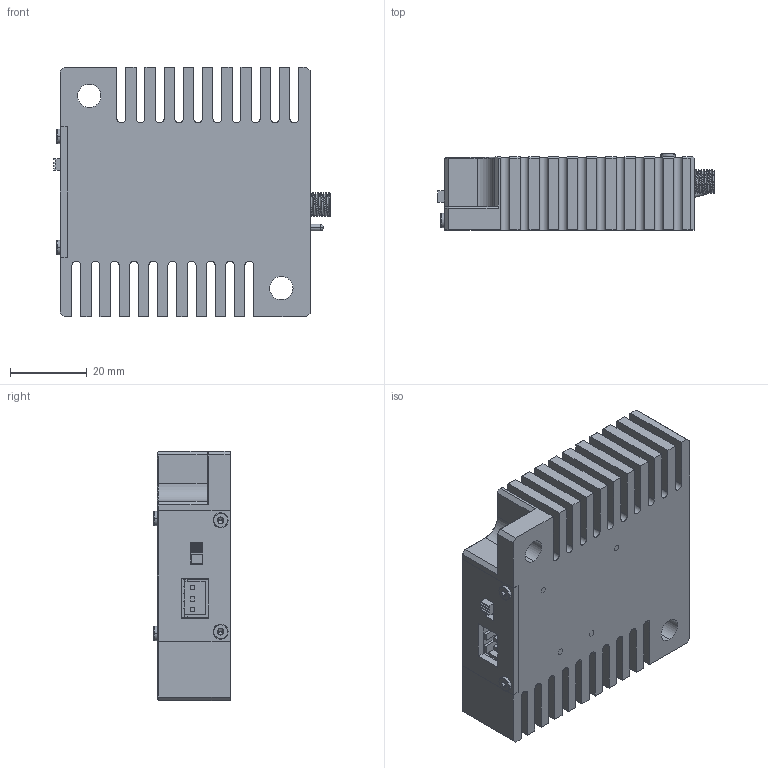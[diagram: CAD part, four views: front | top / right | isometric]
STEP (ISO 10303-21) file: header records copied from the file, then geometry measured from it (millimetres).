
FILE_DESCRIPTION((''),'2;1');
FILE_NAME('LD-P-3A_ASM','2022-08-20T',('daizh'),(''),'CREO PARAMETRIC BY PTC INC, 2018360','CREO PARAMETRIC BY PTC INC, 2018360','');
FILE_SCHEMA(('CONFIG_CONTROL_DESIGN'));
Length unit declared in the file: millimetre
Products named in the file (9): LD-P-3A_A1; LD-P-3A_PCB; DC-005; SMA; 12VAV; LD-P-3A_PCBA_ASM; LD-P-3A_A2; M2X5_HM; LD-P-3A_ASM
Assembly tree (15 placements, depth 3):
  LD-P-3A_ASM
    LD-P-3A_A1
    LD-P-3A_PCBA_ASM
      LD-P-3A_PCB
      DC-005
      SMA
      12VAV
    LD-P-3A_A2
    M2X5_HM  x8
Bounding box: 71.9 x 19.9 x 65 mm (x, y, z)
Volume: 43850.7 mm3; surface area: 37962.8 mm2
Topology: 14 solids, 14 shells, 750 faces, 1777 edges, 1080 vertices
Faces by surface type: plane 472, cylinder 164, cone 102, bspline 8, sphere 4
Entity records: 18220 total; most frequent: CARTESIAN_POINT 4658, ORIENTED_EDGE 2786, DIRECTION 2726, EDGE_CURVE 1393, VECTOR 1058, LINE 1058, VERTEX_POINT 905, AXIS2_PLACEMENT_3D 834
